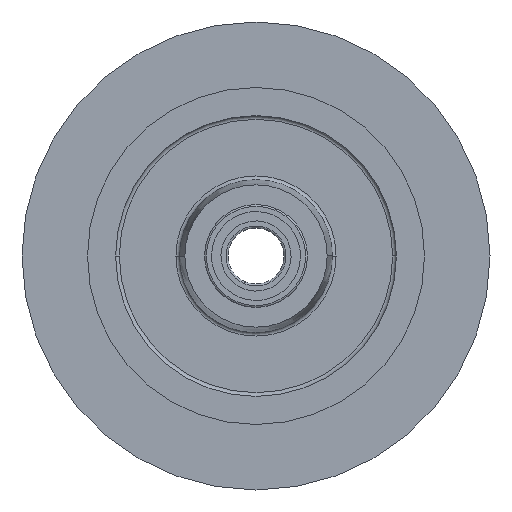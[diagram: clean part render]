
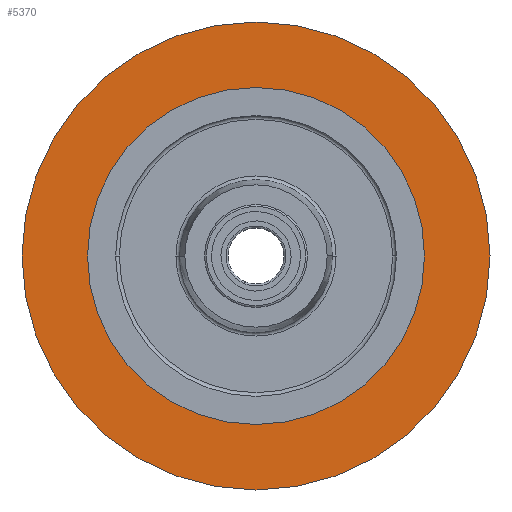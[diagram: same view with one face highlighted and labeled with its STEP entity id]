
A CAD part, left-side view. The second image highlights one B-rep face of the part: STEP entity #5370.
In plain terms, the highlighted planar face has unit normal (-1, 0, 0).
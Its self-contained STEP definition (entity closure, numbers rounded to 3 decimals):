
#87 = VERTEX_POINT ( 'NONE', #2315 ) ;
#135 = AXIS2_PLACEMENT_3D ( 'NONE', #3828, #3801, #2139 ) ;
#402 = ORIENTED_EDGE ( 'NONE', *, *, #6078, .F. ) ;
#549 = EDGE_CURVE ( 'NONE', #87, #2415, #814, .T. ) ;
#814 = CIRCLE ( 'NONE', #135, 125. ) ;
#876 = AXIS2_PLACEMENT_3D ( 'NONE', #1334, #5230, #1904 ) ;
#914 = CARTESIAN_POINT ( 'NONE',  ( -25., 0., 0. ) ) ;
#1166 = DIRECTION ( 'NONE',  ( -1., 0., 0. ) ) ;
#1334 = CARTESIAN_POINT ( 'NONE',  ( -25., 0., 0. ) ) ;
#1456 = DIRECTION ( 'NONE',  ( 0., -1., 0. ) ) ;
#1615 = FACE_BOUND ( 'NONE', #2540, .T. ) ;
#1894 = CIRCLE ( 'NONE', #5246, 90. ) ;
#1904 = DIRECTION ( 'NONE',  ( 0., -1., 0. ) ) ;
#1960 = CARTESIAN_POINT ( 'NONE',  ( -25., 90., 0. ) ) ;
#2097 = EDGE_CURVE ( 'NONE', #6017, #4995, #2400, .T. ) ;
#2139 = DIRECTION ( 'NONE',  ( 0., -1., 0. ) ) ;
#2315 = CARTESIAN_POINT ( 'NONE',  ( -25., -125., 0. ) ) ;
#2400 = CIRCLE ( 'NONE', #876, 90. ) ;
#2415 = VERTEX_POINT ( 'NONE', #4257 ) ;
#2540 = EDGE_LOOP ( 'NONE', ( #402, #5405 ) ) ;
#2754 = AXIS2_PLACEMENT_3D ( 'NONE', #6120, #2778, #6694 ) ;
#2765 = CARTESIAN_POINT ( 'NONE',  ( -25., -90., 0. ) ) ;
#2778 = DIRECTION ( 'NONE',  ( 1., 0., 0. ) ) ;
#3152 = ORIENTED_EDGE ( 'NONE', *, *, #549, .T. ) ;
#3314 = PLANE ( 'NONE',  #2754 ) ;
#3340 = CIRCLE ( 'NONE', #5000, 125. ) ;
#3801 = DIRECTION ( 'NONE',  ( -1., 0., 0. ) ) ;
#3828 = CARTESIAN_POINT ( 'NONE',  ( -25., 0., 0. ) ) ;
#4257 = CARTESIAN_POINT ( 'NONE',  ( -25., 125., 0. ) ) ;
#4512 = CARTESIAN_POINT ( 'NONE',  ( -25., 0., 0. ) ) ;
#4804 = DIRECTION ( 'NONE',  ( -1., 0., 0. ) ) ;
#4995 = VERTEX_POINT ( 'NONE', #2765 ) ;
#5000 = AXIS2_PLACEMENT_3D ( 'NONE', #4512, #1166, #5067 ) ;
#5067 = DIRECTION ( 'NONE',  ( 0., -1., 0. ) ) ;
#5230 = DIRECTION ( 'NONE',  ( -1., 0., 0. ) ) ;
#5246 = AXIS2_PLACEMENT_3D ( 'NONE', #914, #4804, #1456 ) ;
#5370 = ADVANCED_FACE ( 'NONE', ( #1615, #6052 ), #3314, .F. ) ;
#5405 = ORIENTED_EDGE ( 'NONE', *, *, #2097, .F. ) ;
#5426 = EDGE_CURVE ( 'NONE', #2415, #87, #3340, .T. ) ;
#5966 = ORIENTED_EDGE ( 'NONE', *, *, #5426, .T. ) ;
#6017 = VERTEX_POINT ( 'NONE', #1960 ) ;
#6052 = FACE_OUTER_BOUND ( 'NONE', #7081, .T. ) ;
#6078 = EDGE_CURVE ( 'NONE', #4995, #6017, #1894, .T. ) ;
#6120 = CARTESIAN_POINT ( 'NONE',  ( -25., 0., 90. ) ) ;
#6694 = DIRECTION ( 'NONE',  ( 0., 1., 0. ) ) ;
#7081 = EDGE_LOOP ( 'NONE', ( #3152, #5966 ) ) ;
